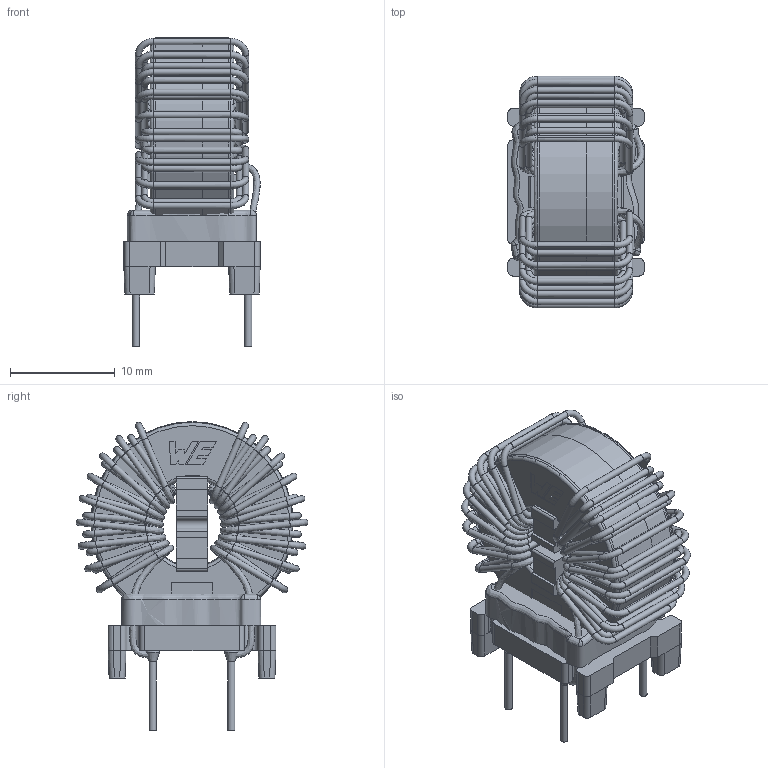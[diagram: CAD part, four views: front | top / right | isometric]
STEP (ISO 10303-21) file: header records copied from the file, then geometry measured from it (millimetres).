
FILE_DESCRIPTION(('STEP AP214'),'1');
FILE_NAME('L_Wurth_WE-CMBNC-TypeM_7448030417.step','2025-04-03T09:50:50',(' '),('ANSOFT Corporation'),'Spatial InterOp 3D',' ',' ');
FILE_SCHEMA(('AUTOMOTIVE_DESIGN { 1 0 10303 214 1 1 1 1 }'));
Length unit declared in the file: millimetre
Products named in the file (1): solderM
Bounding box: 13 x 22.11 x 29.46 mm (x, y, z)
Volume: 2551.4 mm3; surface area: 7348.5 mm2
Topology: 16 solids, 16 shells, 628 faces, 1446 edges, 868 vertices
Faces by surface type: cylinder 224, plane 199, torus 135, bspline 56, cone 13, sphere 1
Full cylindrical faces by diameter (mm): 0.6 x152, 0.7 x4, 8.3 x1, 9.7 x2, 16.7 x2, 19.3 x1, 19.32 x1
Entity records: 35659 total; most frequent: CARTESIAN_POINT 14610, DIRECTION 2517, ORIENTED_EDGE 2030, STYLED_ITEM 1393, PRESENTATION_STYLE_ASSIGNMENT 1393, COLOUR_RGB 1393, AXIS2_PLACEMENT_3D 1024, EDGE_CURVE 1015
